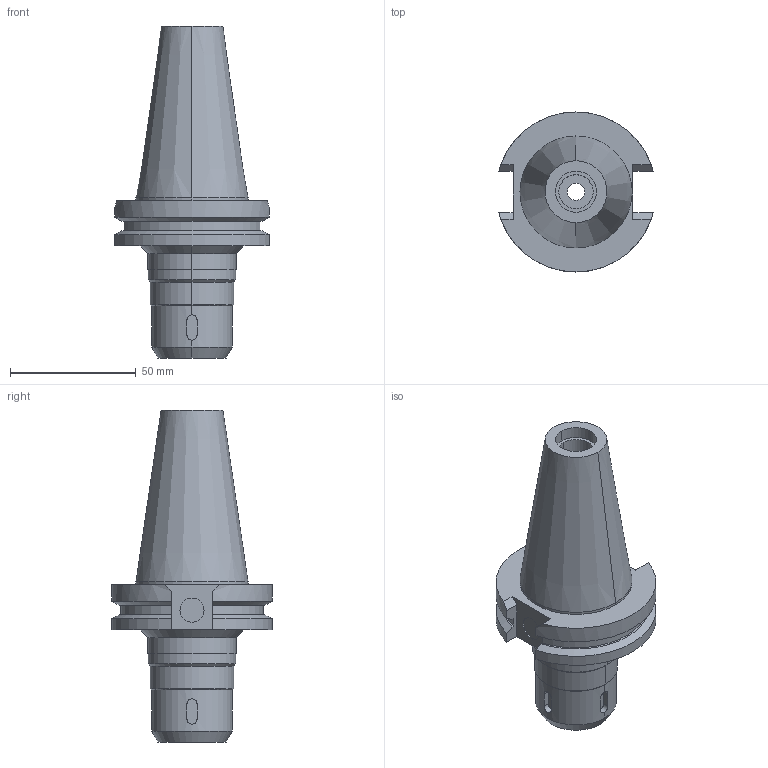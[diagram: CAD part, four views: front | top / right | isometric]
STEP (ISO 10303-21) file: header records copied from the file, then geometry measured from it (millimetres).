
FILE_DESCRIPTION((''),'2;1');
FILE_NAME('BCV40-HMC_500J-2_5','2018-04-19T',('ykawabe'),(''),'CREO PARAMETRIC BY PTC INC, 2016380','CREO PARAMETRIC BY PTC INC, 2016380','');
FILE_SCHEMA(('AUTOMOTIVE_DESIGN { 1 0 10303 214 1 1 1 1 }'));
Length unit declared in the file: millimetre
Products named in the file (1): BCV40-HMC_500J-2_5
Bounding box: 61.35 x 63.5 x 131.75 mm (x, y, z)
Volume: 137757.7 mm3; surface area: 26573.8 mm2
Topology: 1 solids, 1 shells, 88 faces, 240 edges, 164 vertices
Faces by surface type: cylinder 38, plane 36, cone 14
Entity records: 3796 total; most frequent: CARTESIAN_POINT 640, DIRECTION 498, ORIENTED_EDGE 480, PRESENTATION_STYLE_ASSIGNMENT 245, STYLED_ITEM 245, CURVE_STYLE 244, EDGE_CURVE 240, AXIS2_PLACEMENT_3D 193
